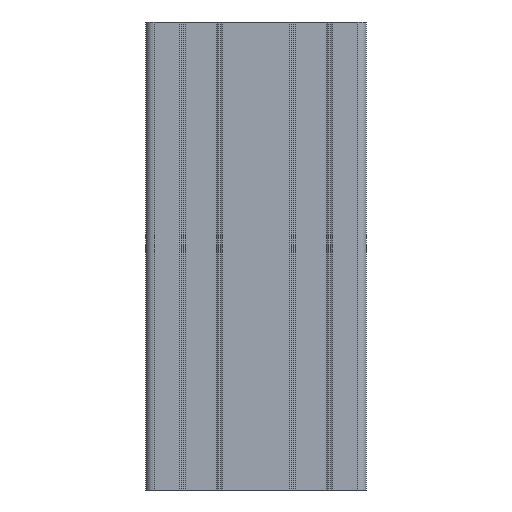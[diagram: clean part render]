
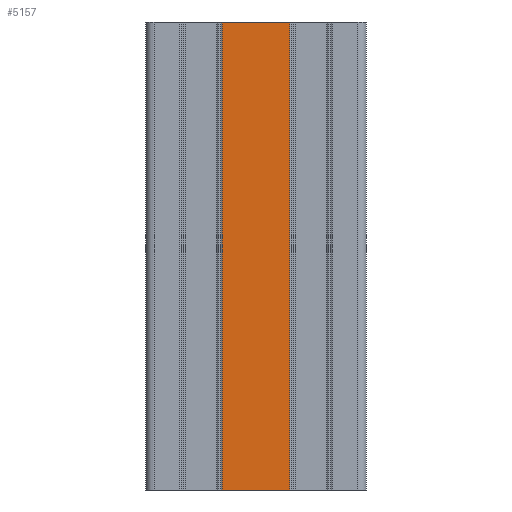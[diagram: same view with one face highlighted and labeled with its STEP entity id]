
A CAD part, front view. The second image highlights one B-rep face of the part: STEP entity #5157.
In plain terms, the highlighted planar face has unit normal (0, -1, 0).
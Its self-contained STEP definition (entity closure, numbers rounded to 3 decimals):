
#51 = ORIENTED_EDGE ( 'NONE', *, *, #4029, .T. ) ;
#91 = CARTESIAN_POINT ( 'NONE',  ( -6.1, -10., -42.5 ) ) ;
#177 = CARTESIAN_POINT ( 'NONE',  ( -6.1, -10., 42.5 ) ) ;
#258 = AXIS2_PLACEMENT_3D ( 'NONE', #4885, #3583, #3666 ) ;
#311 = VERTEX_POINT ( 'NONE', #450 ) ;
#330 = VECTOR ( 'NONE', #4800, 1000. ) ;
#450 = CARTESIAN_POINT ( 'NONE',  ( 6.1, -10., 42.5 ) ) ;
#476 = DIRECTION ( 'NONE',  ( 1., 0., 0. ) ) ;
#867 = FACE_OUTER_BOUND ( 'NONE', #5513, .T. ) ;
#1268 = VERTEX_POINT ( 'NONE', #91 ) ;
#1335 = LINE ( 'NONE', #5251, #2020 ) ;
#1544 = CARTESIAN_POINT ( 'NONE',  ( 6.1, -10., -42.5 ) ) ;
#1724 = CARTESIAN_POINT ( 'NONE',  ( 6.1, -10., 42.5 ) ) ;
#1822 = VERTEX_POINT ( 'NONE', #3676 ) ;
#1892 = DIRECTION ( 'NONE',  ( 0., 0., -1. ) ) ;
#1990 = LINE ( 'NONE', #177, #4580 ) ;
#2020 = VECTOR ( 'NONE', #476, 1000. ) ;
#2058 = DIRECTION ( 'NONE',  ( 1., 0., 0. ) ) ;
#2588 = ORIENTED_EDGE ( 'NONE', *, *, #3122, .T. ) ;
#2632 = ORIENTED_EDGE ( 'NONE', *, *, #2780, .T. ) ;
#2675 = PLANE ( 'NONE',  #258 ) ;
#2780 = EDGE_CURVE ( 'NONE', #3145, #311, #4307, .T. ) ;
#2874 = EDGE_CURVE ( 'NONE', #1822, #311, #1335, .T. ) ;
#3122 = EDGE_CURVE ( 'NONE', #1822, #1268, #1990, .T. ) ;
#3145 = VERTEX_POINT ( 'NONE', #1544 ) ;
#3349 = LINE ( 'NONE', #5452, #4035 ) ;
#3583 = DIRECTION ( 'NONE',  ( 0., 1., 0. ) ) ;
#3666 = DIRECTION ( 'NONE',  ( 0., 0., 1. ) ) ;
#3676 = CARTESIAN_POINT ( 'NONE',  ( -6.1, -10., 42.5 ) ) ;
#3807 = ORIENTED_EDGE ( 'NONE', *, *, #2874, .F. ) ;
#4029 = EDGE_CURVE ( 'NONE', #1268, #3145, #3349, .T. ) ;
#4035 = VECTOR ( 'NONE', #2058, 1000. ) ;
#4307 = LINE ( 'NONE', #1724, #330 ) ;
#4580 = VECTOR ( 'NONE', #1892, 1000. ) ;
#4800 = DIRECTION ( 'NONE',  ( 0., 0., 1. ) ) ;
#4885 = CARTESIAN_POINT ( 'NONE',  ( -6.4, -10., 42.5 ) ) ;
#5157 = ADVANCED_FACE ( 'NONE', ( #867 ), #2675, .F. ) ;
#5251 = CARTESIAN_POINT ( 'NONE',  ( -6.4, -10., 42.5 ) ) ;
#5452 = CARTESIAN_POINT ( 'NONE',  ( -6.4, -10., -42.5 ) ) ;
#5513 = EDGE_LOOP ( 'NONE', ( #3807, #2588, #51, #2632 ) ) ;
